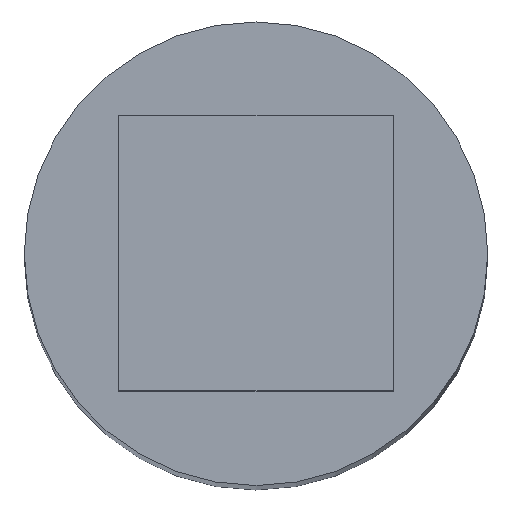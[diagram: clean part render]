
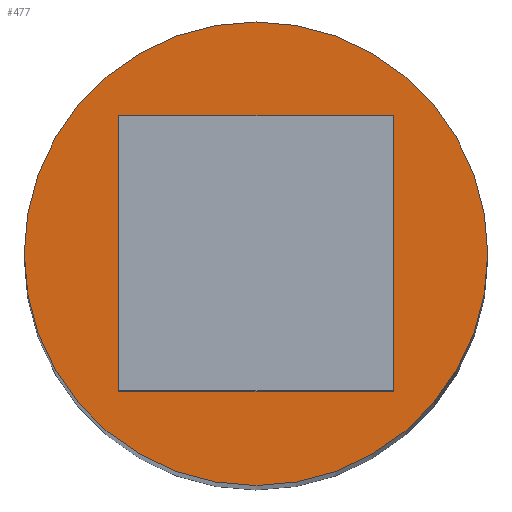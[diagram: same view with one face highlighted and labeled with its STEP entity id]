
A CAD part, top view. The second image highlights one B-rep face of the part: STEP entity #477.
In plain terms, the highlighted planar face has unit normal (0, 0, 1).
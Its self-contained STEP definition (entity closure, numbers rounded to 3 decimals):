
#15 = LINE ( 'NONE', #405, #573 ) ;
#27 = LINE ( 'NONE', #649, #117 ) ;
#45 = CARTESIAN_POINT ( 'NONE',  ( 3.5, -3.5, 32.5 ) ) ;
#53 = CARTESIAN_POINT ( 'NONE',  ( 5.9, 0., 32.5 ) ) ;
#64 = CARTESIAN_POINT ( 'NONE',  ( -3.5, -3.5, 32.5 ) ) ;
#69 = VERTEX_POINT ( 'NONE', #86 ) ;
#86 = CARTESIAN_POINT ( 'NONE',  ( 3.5, 3.5, 32.5 ) ) ;
#88 = DIRECTION ( 'NONE',  ( 1., 0., 0. ) ) ;
#96 = CARTESIAN_POINT ( 'NONE',  ( 3.5, 3.5, 32.5 ) ) ;
#109 = EDGE_CURVE ( 'NONE', #69, #545, #433, .T. ) ;
#116 = DIRECTION ( 'NONE',  ( 0., -1., 0. ) ) ;
#117 = VECTOR ( 'NONE', #257, 1000. ) ;
#129 = FACE_BOUND ( 'NONE', #455, .T. ) ;
#131 = VECTOR ( 'NONE', #629, 1000. ) ;
#151 = ORIENTED_EDGE ( 'NONE', *, *, #109, .F. ) ;
#167 = VERTEX_POINT ( 'NONE', #53 ) ;
#172 = EDGE_CURVE ( 'NONE', #620, #167, #386, .T. ) ;
#179 = EDGE_CURVE ( 'NONE', #167, #620, #225, .T. ) ;
#182 = PLANE ( 'NONE',  #311 ) ;
#222 = VERTEX_POINT ( 'NONE', #45 ) ;
#225 = CIRCLE ( 'NONE', #448, 5.9 ) ;
#239 = DIRECTION ( 'NONE',  ( 0., 0., 1. ) ) ;
#240 = CARTESIAN_POINT ( 'NONE',  ( 0., 0., 32.5 ) ) ;
#244 = EDGE_CURVE ( 'NONE', #222, #69, #445, .T. ) ;
#254 = DIRECTION ( 'NONE',  ( 0., 0., 1. ) ) ;
#257 = DIRECTION ( 'NONE',  ( 1., 0., 0. ) ) ;
#259 = ORIENTED_EDGE ( 'NONE', *, *, #244, .F. ) ;
#286 = DIRECTION ( 'NONE',  ( 1., 0., 0. ) ) ;
#292 = CARTESIAN_POINT ( 'NONE',  ( 0., 0., 32.5 ) ) ;
#296 = DIRECTION ( 'NONE',  ( 0., 1., 0. ) ) ;
#307 = VERTEX_POINT ( 'NONE', #64 ) ;
#311 = AXIS2_PLACEMENT_3D ( 'NONE', #376, #239, #578 ) ;
#340 = EDGE_CURVE ( 'NONE', #545, #307, #15, .T. ) ;
#350 = ORIENTED_EDGE ( 'NONE', *, *, #571, .F. ) ;
#376 = CARTESIAN_POINT ( 'NONE',  ( 0., 0., 32.5 ) ) ;
#386 = CIRCLE ( 'NONE', #428, 5.9 ) ;
#405 = CARTESIAN_POINT ( 'NONE',  ( -3.5, 3.5, 32.5 ) ) ;
#428 = AXIS2_PLACEMENT_3D ( 'NONE', #240, #493, #88 ) ;
#430 = ORIENTED_EDGE ( 'NONE', *, *, #179, .T. ) ;
#433 = LINE ( 'NONE', #486, #131 ) ;
#435 = FACE_OUTER_BOUND ( 'NONE', #557, .T. ) ;
#445 = LINE ( 'NONE', #96, #577 ) ;
#448 = AXIS2_PLACEMENT_3D ( 'NONE', #292, #254, #286 ) ;
#455 = EDGE_LOOP ( 'NONE', ( #259, #350, #617, #151 ) ) ;
#457 = CARTESIAN_POINT ( 'NONE',  ( -5.9, 0., 32.5 ) ) ;
#477 = ADVANCED_FACE ( 'NONE', ( #129, #435 ), #182, .T. ) ;
#486 = CARTESIAN_POINT ( 'NONE',  ( -3.5, 3.5, 32.5 ) ) ;
#493 = DIRECTION ( 'NONE',  ( 0., 0., 1. ) ) ;
#545 = VERTEX_POINT ( 'NONE', #628 ) ;
#557 = EDGE_LOOP ( 'NONE', ( #609, #430 ) ) ;
#571 = EDGE_CURVE ( 'NONE', #307, #222, #27, .T. ) ;
#573 = VECTOR ( 'NONE', #116, 1000. ) ;
#577 = VECTOR ( 'NONE', #296, 1000. ) ;
#578 = DIRECTION ( 'NONE',  ( 1., 0., 0. ) ) ;
#609 = ORIENTED_EDGE ( 'NONE', *, *, #172, .T. ) ;
#617 = ORIENTED_EDGE ( 'NONE', *, *, #340, .F. ) ;
#620 = VERTEX_POINT ( 'NONE', #457 ) ;
#628 = CARTESIAN_POINT ( 'NONE',  ( -3.5, 3.5, 32.5 ) ) ;
#629 = DIRECTION ( 'NONE',  ( -1., 0., 0. ) ) ;
#649 = CARTESIAN_POINT ( 'NONE',  ( -3.5, -3.5, 32.5 ) ) ;
